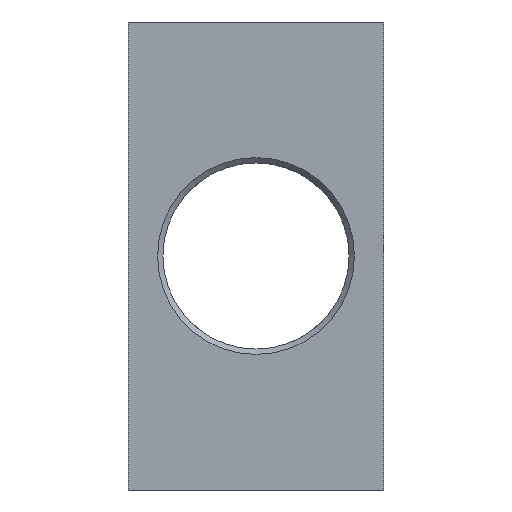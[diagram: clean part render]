
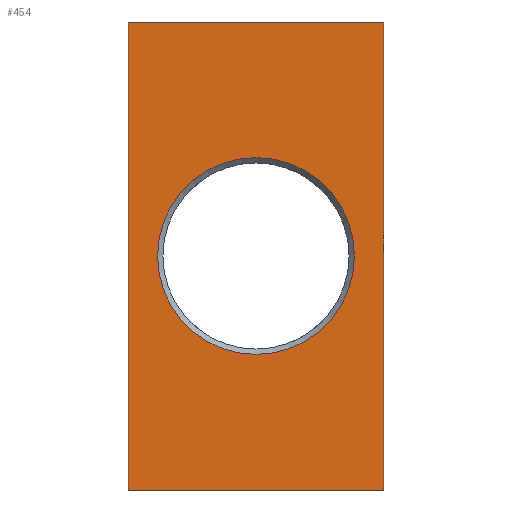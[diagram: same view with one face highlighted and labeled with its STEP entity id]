
A CAD part, left-side view. The second image highlights one B-rep face of the part: STEP entity #454.
In plain terms, the highlighted planar face has unit normal (-1, 0, 0).
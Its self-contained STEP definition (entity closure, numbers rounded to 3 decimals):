
#30=LINE('',#849,#42);
#31=LINE('',#852,#43);
#32=LINE('',#854,#44);
#33=LINE('',#856,#45);
#42=VECTOR('',#564,1000.);
#43=VECTOR('',#565,1000.);
#44=VECTOR('',#566,1000.);
#45=VECTOR('',#567,1000.);
#54=PLANE('',#498);
#78=ORIENTED_EDGE('',*,*,#174,.T.);
#79=ORIENTED_EDGE('',*,*,#175,.F.);
#80=ORIENTED_EDGE('',*,*,#176,.F.);
#81=ORIENTED_EDGE('',*,*,#177,.T.);
#82=ORIENTED_EDGE('',*,*,#178,.T.);
#174=EDGE_CURVE('',#222,#222,#258,.F.);
#175=EDGE_CURVE('',#223,#224,#30,.T.);
#176=EDGE_CURVE('',#225,#223,#31,.T.);
#177=EDGE_CURVE('',#225,#226,#32,.T.);
#178=EDGE_CURVE('',#226,#224,#33,.T.);
#222=VERTEX_POINT('',#848);
#223=VERTEX_POINT('',#850);
#224=VERTEX_POINT('',#851);
#225=VERTEX_POINT('',#853);
#226=VERTEX_POINT('',#855);
#258=CIRCLE('',#499,4.625);
#294=EDGE_LOOP('',(#78));
#295=EDGE_LOOP('',(#79,#80,#81,#82));
#372=FACE_BOUND('',#294,.T.);
#373=FACE_BOUND('',#295,.T.);
#454=ADVANCED_FACE('',(#372,#373),#54,.T.);
#498=AXIS2_PLACEMENT_3D('',#846,#560,#561);
#499=AXIS2_PLACEMENT_3D('',#847,#562,#563);
#560=DIRECTION('',(-1.,0.,0.));
#561=DIRECTION('',(0.,0.,1.));
#562=DIRECTION('',(-1.,0.,0.));
#563=DIRECTION('',(0.,0.,1.));
#564=DIRECTION('',(0.,0.,-1.));
#565=DIRECTION('',(0.,-1.,0.));
#566=DIRECTION('',(0.,0.,-1.));
#567=DIRECTION('',(0.,-1.,0.));
#846=CARTESIAN_POINT('',(-30.,12.,11.));
#847=CARTESIAN_POINT('',(-30.,6.,0.));
#848=CARTESIAN_POINT('',(-30.,6.,4.625));
#849=CARTESIAN_POINT('',(-30.,0.,11.));
#850=CARTESIAN_POINT('',(-30.,0.,11.));
#851=CARTESIAN_POINT('',(-30.,0.,-11.));
#852=CARTESIAN_POINT('',(-30.,12.,11.));
#853=CARTESIAN_POINT('',(-30.,12.,11.));
#854=CARTESIAN_POINT('',(-30.,12.,11.));
#855=CARTESIAN_POINT('',(-30.,12.,-11.));
#856=CARTESIAN_POINT('',(-30.,12.,-11.));
